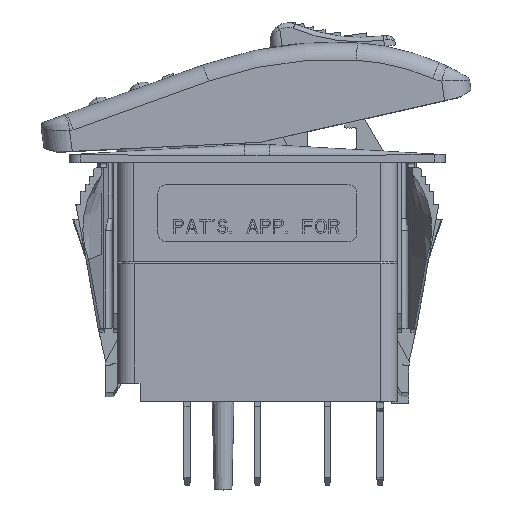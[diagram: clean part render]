
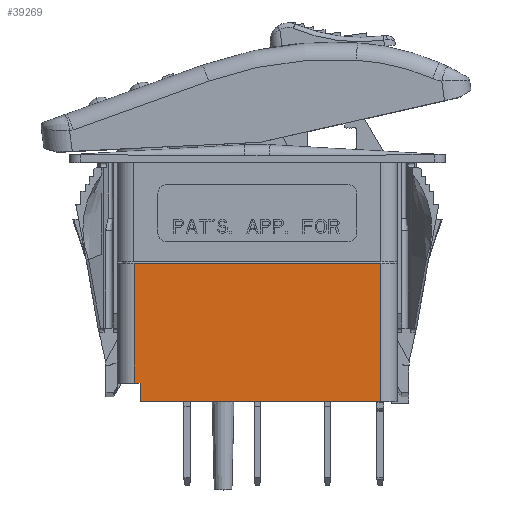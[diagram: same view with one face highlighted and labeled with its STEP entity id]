
A CAD part, top view. The second image highlights one B-rep face of the part: STEP entity #39269.
In plain terms, the highlighted planar face has unit normal (0, 0, 1).
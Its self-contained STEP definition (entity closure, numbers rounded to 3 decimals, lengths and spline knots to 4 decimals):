
#1421=DIRECTION('',(0.,-1.,0.));
#1422=VECTOR('',#1421,0.542);
#1423=CARTESIAN_POINT('',(-0.558,0.,0.41));
#1424=LINE('',#1423,#1422);
#1439=DIRECTION('',(-1.,0.,0.));
#1440=VECTOR('',#1439,1.116);
#1441=CARTESIAN_POINT('',(0.558,0.,0.41));
#1442=LINE('',#1441,#1440);
#1443=DIRECTION('',(1.,0.,0.));
#1444=VECTOR('',#1443,1.089);
#1445=CARTESIAN_POINT('',(-0.531,-0.625,0.41));
#1446=LINE('',#1445,#1444);
#1447=DIRECTION('',(0.,1.,0.));
#1448=VECTOR('',#1447,0.083);
#1449=CARTESIAN_POINT('',(-0.531,-0.625,0.41));
#1450=LINE('',#1449,#1448);
#1451=DIRECTION('',(1.,0.,0.));
#1452=VECTOR('',#1451,0.027);
#1453=CARTESIAN_POINT('',(-0.558,-0.542,0.41));
#1454=LINE('',#1453,#1452);
#1468=DIRECTION('',(0.,1.,0.));
#1469=VECTOR('',#1468,0.625);
#1470=CARTESIAN_POINT('',(0.558,-0.625,0.41));
#1471=LINE('',#1470,#1469);
#29203=CARTESIAN_POINT('',(-0.558,0.,0.41));
#29204=CARTESIAN_POINT('',(-0.558,-0.542,0.41));
#29205=VERTEX_POINT('',#29203);
#29206=VERTEX_POINT('',#29204);
#29225=CARTESIAN_POINT('',(0.558,-0.625,0.41));
#29226=CARTESIAN_POINT('',(0.558,0.,0.41));
#29227=VERTEX_POINT('',#29225);
#29228=VERTEX_POINT('',#29226);
#29449=CARTESIAN_POINT('',(-0.531,-0.625,0.41));
#29450=CARTESIAN_POINT('',(-0.531,-0.542,0.41));
#29451=VERTEX_POINT('',#29449);
#29452=VERTEX_POINT('',#29450);
#39253=CARTESIAN_POINT('',(0.,0.,0.41));
#39254=DIRECTION('',(0.,0.,1.));
#39255=DIRECTION('',(1.,0.,0.));
#39256=AXIS2_PLACEMENT_3D('',#39253,#39254,#39255);
#39257=PLANE('',#39256);
#39258=ORIENTED_EDGE('',*,*,#39244,.F.);
#39259=ORIENTED_EDGE('',*,*,#39082,.F.);
#39261=ORIENTED_EDGE('',*,*,#39260,.F.);
#39262=ORIENTED_EDGE('',*,*,#38002,.F.);
#39264=ORIENTED_EDGE('',*,*,#39263,.T.);
#39266=ORIENTED_EDGE('',*,*,#39265,.F.);
#39267=EDGE_LOOP('',(#39258,#39259,#39261,#39262,#39264,#39266));
#39268=FACE_OUTER_BOUND('',#39267,.F.);
#38002=EDGE_CURVE('',#29451,#29227,#1446,.T.);
#39082=EDGE_CURVE('',#29228,#29205,#1442,.T.);
#39244=EDGE_CURVE('',#29205,#29206,#1424,.T.);
#39260=EDGE_CURVE('',#29227,#29228,#1471,.T.);
#39263=EDGE_CURVE('',#29451,#29452,#1450,.T.);
#39265=EDGE_CURVE('',#29206,#29452,#1454,.T.);
#39269=ADVANCED_FACE('',(#39268),#39257,.T.);
